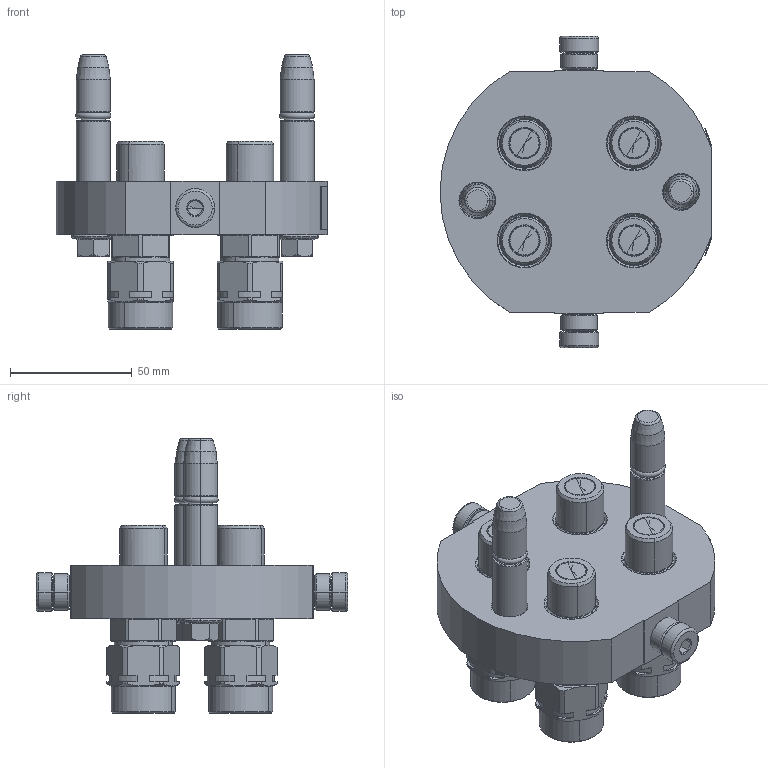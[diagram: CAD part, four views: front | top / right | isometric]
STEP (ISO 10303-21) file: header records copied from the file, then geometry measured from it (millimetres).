
FILE_DESCRIPTION (( 'STEP AP214' ), '1' );
FILE_NAME ('FASTER.step', '2025-11-09T20:03:09', ( '' ), ( '' ), 'SwSTEP 2.0', 'SolidWorks 2017', '' );
FILE_SCHEMA (( 'AUTOMOTIVE_DESIGN' ));
Length unit declared in the file: millimetre
Products named in the file (10): or2_62x9_19_m; P506_M_BASE; 1540_080_0008_000; 4830_013_3000_020; 4830_021_0000_000; 4830_028_1000_002; et002_piegata; 2ffnp38_gas_m2v; 4830_010_0000_002; FASTER
Assembly tree (17 placements, depth 3):
  FASTER
    P506_M_BASE
      4830_010_0000_002
      4830_021_0000_000  x2
      1540_080_0008_000  x2
      4830_013_3000_020  x2
      4830_028_1000_002  x2
      or2_62x9_19_m  x2
    2ffnp38_gas_m2v  x4
    et002_piegata
Bounding box: 111.8 x 128 x 112.8 mm (x, y, z)
Volume: 79294.6 mm3; surface area: 111429.6 mm2
Topology: 9 solids, 28 shells, 2545 faces, 6740 edges, 4366 vertices
Faces by surface type: plane 1381, cylinder 457, cone 380, bspline 271, torus 56
Entity records: 50524 total; most frequent: CARTESIAN_POINT 14685, ORIENTED_EDGE 7438, DIRECTION 6804, EDGE_CURVE 3738, LINE 2738, VECTOR 2738, VERTEX_POINT 2432, AXIS2_PLACEMENT_3D 2033
